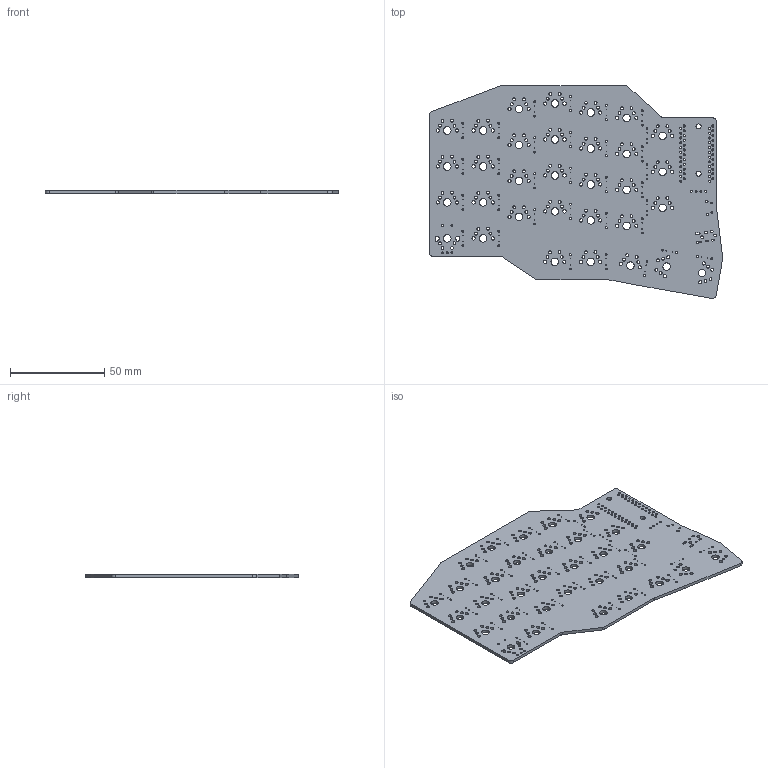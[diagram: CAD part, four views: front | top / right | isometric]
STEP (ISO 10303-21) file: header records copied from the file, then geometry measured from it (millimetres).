
FILE_DESCRIPTION(('KiCad electronic assembly'),'2;1');
FILE_NAME('spleeb.step','2022-08-13T11:58:23',('Pcbnew'),('Kicad'), 'Open CASCADE STEP processor 7.5','KiCad to STEP converter','Unknown' );
FILE_SCHEMA(('AUTOMOTIVE_DESIGN { 1 0 10303 214 1 1 1 1 }'));
Length unit declared in the file: millimetre
Products named in the file (2): spleeb 1; spleeb PCB
Assembly tree (1 placements, depth 2):
  spleeb 1
    spleeb PCB
Bounding box: 155.34 x 112.7 x 1.6 mm (x, y, z)
Volume: 21734.5 mm3; surface area: 30943.7 mm2
Topology: 1 solids, 1 shells, 488 faces, 1458 edges, 972 vertices
Faces by surface type: cylinder 455, plane 33
Full cylindrical faces by diameter (mm): 0.3 x64, 0.991 x64, 1 x11, 1.092 x48, 1.3 x2, 1.499 x128, 1.5 x2, 1.702 x62, 2.7 x2, 3.988 x32
Entity records: 40379 total; most frequent: CARTESIAN_POINT 11312, DIRECTION 5338, ORIENTED_EDGE 2916, PCURVE 2916, DEFINITIONAL_REPRESENTATION 2916, LINE 2538, VECTOR 2538, EDGE_CURVE 1458
